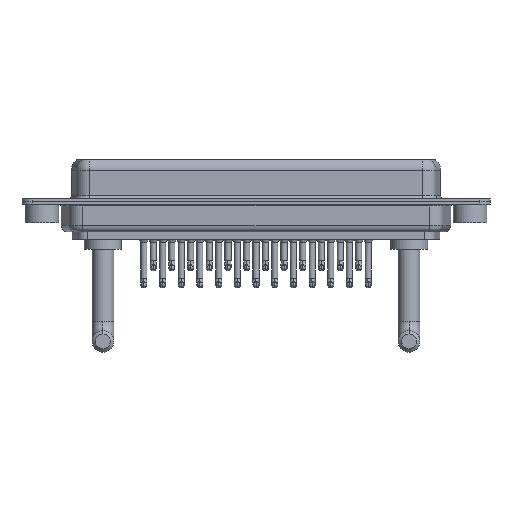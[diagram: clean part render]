
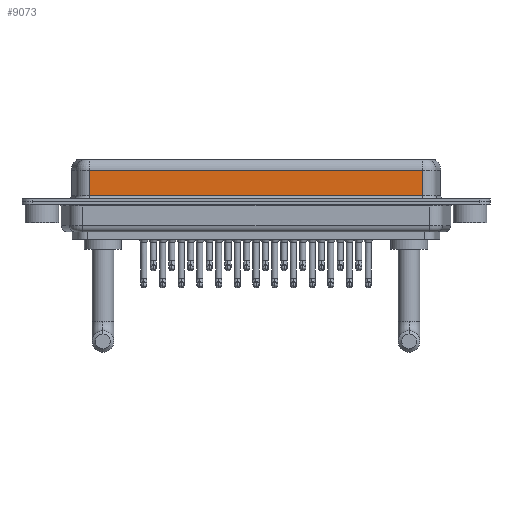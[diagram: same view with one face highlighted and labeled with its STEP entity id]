
A CAD part, front view. The second image highlights one B-rep face of the part: STEP entity #9073.
In plain terms, the highlighted planar face has unit normal (0, -1, 0).
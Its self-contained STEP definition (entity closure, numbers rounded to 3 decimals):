
#1100 = LINE ( 'NONE', #2746, #5793 ) ;
#1246 = EDGE_CURVE ( 'NONE', #19678, #15683, #24767, .T. ) ;
#2171 = ORIENTED_EDGE ( 'NONE', *, *, #2699, .T. ) ;
#2302 = CARTESIAN_POINT ( 'NONE',  ( 56.462, -3.95, 4.65 ) ) ;
#2699 = EDGE_CURVE ( 'NONE', #19678, #13836, #21546, .T. ) ;
#2746 = CARTESIAN_POINT ( 'NONE',  ( 56.462, -3.95, 0.9 ) ) ;
#3229 = CARTESIAN_POINT ( 'NONE',  ( 7.038, -3.95, 6.4 ) ) ;
#4494 = FACE_OUTER_BOUND ( 'NONE', #5345, .T. ) ;
#5345 = EDGE_LOOP ( 'NONE', ( #14390, #2171, #22647, #18144 ) ) ;
#5793 = VECTOR ( 'NONE', #22050, 1000. ) ;
#6034 = EDGE_CURVE ( 'NONE', #24445, #15683, #1100, .T. ) ;
#8363 = PLANE ( 'NONE',  #23215 ) ;
#9073 = ADVANCED_FACE ( 'NONE', ( #4494 ), #8363, .F. ) ;
#10754 = VECTOR ( 'NONE', #19677, 1000. ) ;
#11078 = DIRECTION ( 'NONE',  ( 0., 0., -1. ) ) ;
#12246 = DIRECTION ( 'NONE',  ( 0., 1., 0. ) ) ;
#13836 = VERTEX_POINT ( 'NONE', #16023 ) ;
#13889 = DIRECTION ( 'NONE',  ( 0., 0., 1. ) ) ;
#14390 = ORIENTED_EDGE ( 'NONE', *, *, #1246, .F. ) ;
#15390 = CARTESIAN_POINT ( 'NONE',  ( 7.038, -3.95, 0.9 ) ) ;
#15683 = VERTEX_POINT ( 'NONE', #20647 ) ;
#15771 = CARTESIAN_POINT ( 'NONE',  ( 56.462, -3.95, 4.65 ) ) ;
#16023 = CARTESIAN_POINT ( 'NONE',  ( 7.038, -3.95, 4.65 ) ) ;
#16651 = LINE ( 'NONE', #3229, #19376 ) ;
#16778 = DIRECTION ( 'NONE',  ( 0., 0., -1. ) ) ;
#17017 = CARTESIAN_POINT ( 'NONE',  ( 56.462, -3.95, 6.4 ) ) ;
#18022 = VECTOR ( 'NONE', #11078, 1000. ) ;
#18144 = ORIENTED_EDGE ( 'NONE', *, *, #6034, .T. ) ;
#18179 = CARTESIAN_POINT ( 'NONE',  ( 56.462, -3.95, 6.4 ) ) ;
#19376 = VECTOR ( 'NONE', #16778, 1000. ) ;
#19677 = DIRECTION ( 'NONE',  ( -1., 0., 0. ) ) ;
#19678 = VERTEX_POINT ( 'NONE', #2302 ) ;
#20647 = CARTESIAN_POINT ( 'NONE',  ( 56.462, -3.95, 0.9 ) ) ;
#21546 = LINE ( 'NONE', #15771, #10754 ) ;
#22050 = DIRECTION ( 'NONE',  ( 1., 0., 0. ) ) ;
#22647 = ORIENTED_EDGE ( 'NONE', *, *, #24286, .T. ) ;
#23215 = AXIS2_PLACEMENT_3D ( 'NONE', #18179, #12246, #13889 ) ;
#24286 = EDGE_CURVE ( 'NONE', #13836, #24445, #16651, .T. ) ;
#24445 = VERTEX_POINT ( 'NONE', #15390 ) ;
#24767 = LINE ( 'NONE', #17017, #18022 ) ;
